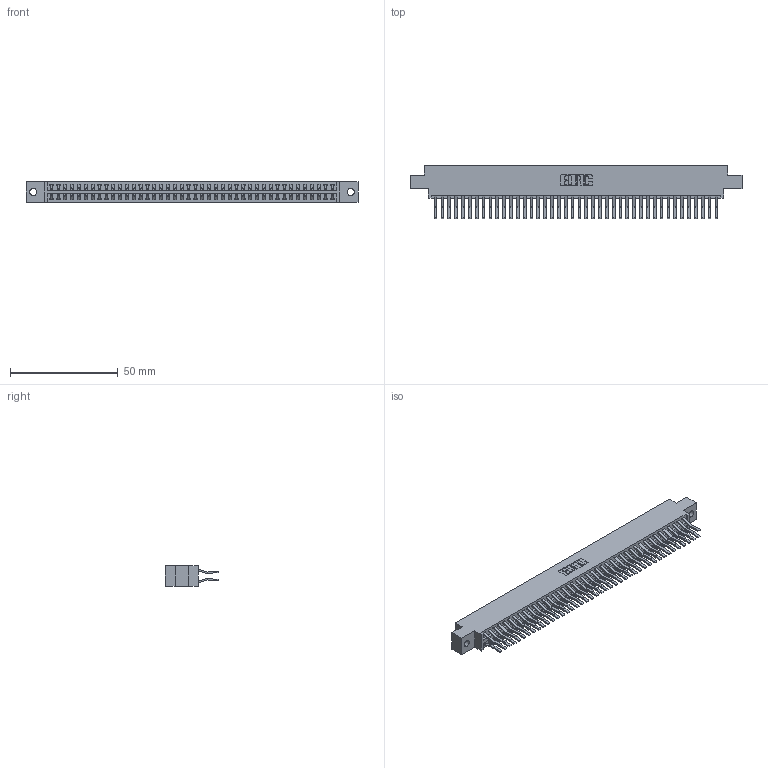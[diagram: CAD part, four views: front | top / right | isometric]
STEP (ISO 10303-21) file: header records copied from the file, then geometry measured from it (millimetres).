
FILE_DESCRIPTION (( 'STEP AP203' ), '1' );
FILE_NAME ('346-084-560-802.STEP', '2022-05-25T21:18:10', ( '' ), ( '' ), 'SwSTEP 2.0', 'SolidWorks 2020', '' );
FILE_SCHEMA (( 'CONFIG_CONTROL_DESIGN' ));
Length unit declared in the file: inch
Products named in the file (3): 345-292-001_560 Tail; 346-084-560-802; 346 Part_0.170 Offset - 0.128 Dia
Assembly tree (85 placements, depth 2):
  346-084-560-802
    346 Part_0.170 Offset - 0.128 Dia
    345-292-001_560 Tail  x84
Bounding box: 153.92 x 24.78 x 9.4 mm (x, y, z)
Volume: 15368.8 mm3; surface area: 22504.7 mm2
Topology: 85 solids, 85 shells, 4662 faces, 13865 edges, 9130 vertices
Faces by surface type: plane 3020, cylinder 1642
Entity records: 27633 total; most frequent: CARTESIAN_POINT 4556, ORIENTED_EDGE 4490, DIRECTION 4069, EDGE_CURVE 2245, VECTOR 1941, LINE 1941, VERTEX_POINT 1494, AXIS2_PLACEMENT_3D 1064
